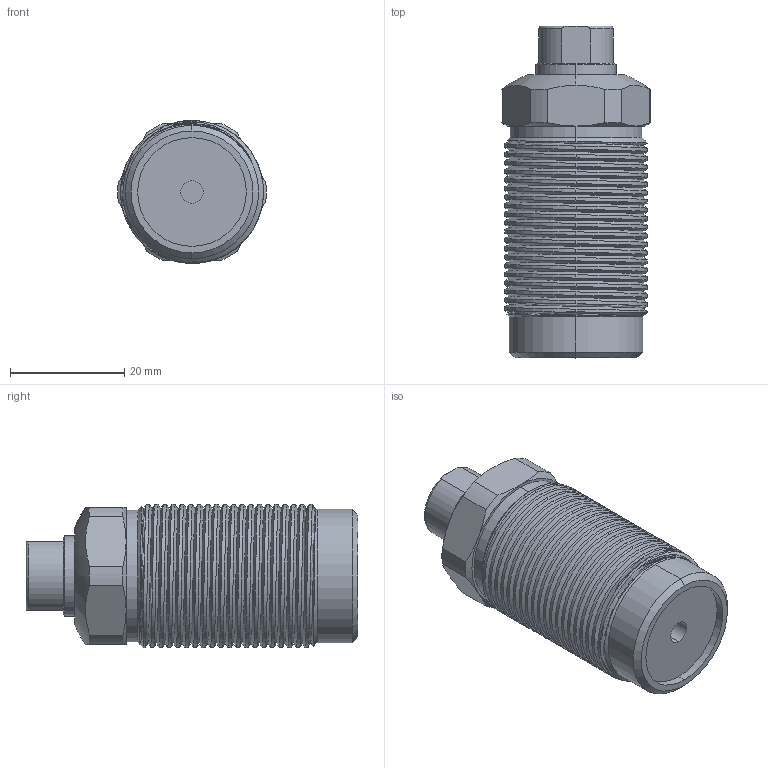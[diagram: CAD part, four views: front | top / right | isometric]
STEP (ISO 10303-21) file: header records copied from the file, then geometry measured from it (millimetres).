
FILE_DESCRIPTION (( 'STEP AP214' ), '1' );
FILE_NAME ('CTC-P025A-15.STEP', '2020-09-25T11:59:47', ( '' ), ( '' ), 'SwSTEP 2.0', 'SolidWorks 2016', '' );
FILE_SCHEMA (( 'AUTOMOTIVE_DESIGN' ));
Length unit declared in the file: millimetre
Products named in the file (1): CTC-P025A-15
Bounding box: 25.98 x 58 x 25 mm (x, y, z)
Volume: 23112 mm3; surface area: 6775.1 mm2
Topology: 1 solids, 1 shells, 100 faces, 259 edges, 165 vertices
Faces by surface type: cylinder 61, cone 18, plane 15, bspline 6
Entity records: 6022 total; most frequent: CARTESIAN_POINT 3845, ORIENTED_EDGE 514, DIRECTION 388, EDGE_CURVE 257, VERTEX_POINT 165, AXIS2_PLACEMENT_3D 153, EDGE_LOOP 106, ADVANCED_FACE 100
